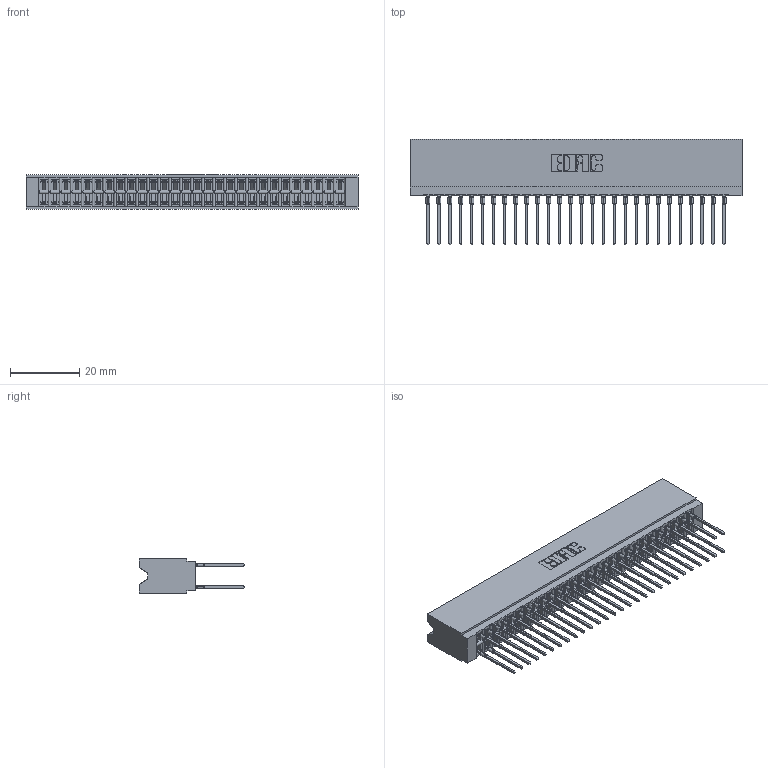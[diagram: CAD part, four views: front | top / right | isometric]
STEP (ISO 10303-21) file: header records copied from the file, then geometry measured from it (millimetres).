
FILE_DESCRIPTION (( 'STEP AP203' ), '1' );
FILE_NAME ('746-056-545-606.STEP', '2026-02-27T19:52:01', ( '' ), ( '' ), 'SwSTEP 2.0', 'SolidWorks 2023', '' );
FILE_SCHEMA (( 'CONFIG_CONTROL_DESIGN' ));
Length unit declared in the file: millimetre
Products named in the file (3): 746-056-545-606; 746-292-001_545; 746 Part_.340 Slot Depth - 06
Assembly tree (57 placements, depth 2):
  746-056-545-606
    746 Part_.340 Slot Depth - 06
    746-292-001_545  x56
Bounding box: 96.14 x 30.59 x 9.91 mm (x, y, z)
Volume: 11303.3 mm3; surface area: 17250.3 mm2
Topology: 57 solids, 57 shells, 5110 faces, 14041 edges, 8939 vertices
Faces by surface type: plane 2632, bspline 1120, cylinder 1022, torus 336
Entity records: 45201 total; most frequent: CARTESIAN_POINT 9108, ORIENTED_EDGE 7732, DIRECTION 6480, EDGE_CURVE 3866, LINE 3402, VECTOR 3402, VERTEX_POINT 2559, AXIS2_PLACEMENT_3D 1539
